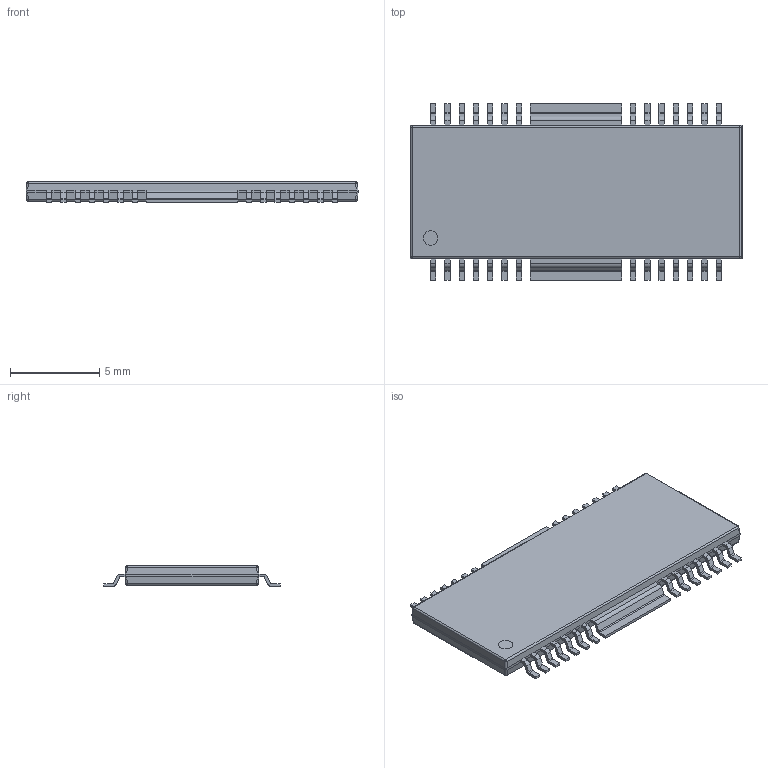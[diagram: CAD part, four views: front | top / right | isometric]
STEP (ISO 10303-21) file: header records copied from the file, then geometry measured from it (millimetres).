
FILE_DESCRIPTION(/* description */ ('Unknown'),/* implementation_level */ '2;1');
FILE_NAME(/* name */ 'TB67S149FG,EL',/* time_stamp */ '2024-03-12T15:28:09+02:00',/* author */ ('Unknown'),/* organization */ ('Unknown'),/* preprocessor_version */ 'ST-DEVELOPER v18.102',/* originating_system */ 'Solid Edge',/* authorisation */ 'Unknown');
FILE_SCHEMA (('PROCESS_PLANNING_SCHEMA','AUTOMOTIVE_DESIGN {1 0 10303 214 3 1 1}'));
Length unit declared in the file: millimetre
Products named in the file (1): TB67S149FG,EL
Bounding box: 18.6 x 9.9 x 1.17 mm (x, y, z)
Volume: 156.5 mm3; surface area: 398.6 mm2
Topology: 1 solids, 1 shells, 460 faces, 1235 edges, 770 vertices
Faces by surface type: plane 315, cylinder 137, sphere 8
Full cylindrical faces by diameter (mm): 0.815 x1
Entity records: 17344 total; most frequent: CARTESIAN_POINT 2457, ORIENTED_EDGE 2452, DIRECTION 2434, EDGE_CURVE 1226, LINE 940, VECTOR 940, VERTEX_POINT 770, AXIS2_PLACEMENT_3D 747
